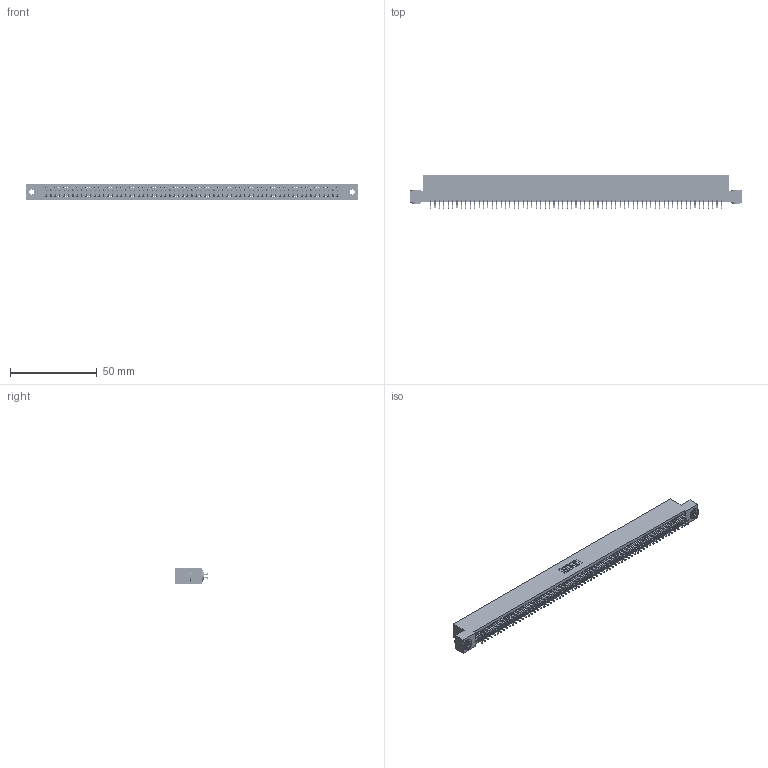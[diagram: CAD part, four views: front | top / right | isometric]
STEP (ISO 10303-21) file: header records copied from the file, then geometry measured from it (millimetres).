
FILE_DESCRIPTION (( 'STEP AP203' ), '1' );
FILE_NAME ('345-134-556-203.STEP', '2019-11-08T03:58:58', ( '' ), ( '' ), 'SwSTEP 2.0', 'SolidWorks 2016', '' );
FILE_SCHEMA (( 'CONFIG_CONTROL_DESIGN' ));
Length unit declared in the file: inch
Products named in the file (4): 345 Part_Flush Mounting Lugs - 0.156 Dia-TH; 345-250-002_345-250-002-102; 345-292-001_556 Tail; 345-134-556-203
Assembly tree (137 placements, depth 2):
  345-134-556-203
    345 Part_Flush Mounting Lugs - 0.156 Dia-TH
    345-292-001_556 Tail  x134
    345-250-002_345-250-002-102  x2
Bounding box: 191.39 x 19.24 x 9.4 mm (x, y, z)
Volume: 18837.9 mm3; surface area: 28417.3 mm2
Topology: 137 solids, 137 shells, 7668 faces, 22795 edges, 15014 vertices
Faces by surface type: plane 5048, cylinder 2612, cone 8
Entity records: 50074 total; most frequent: CARTESIAN_POINT 8359, ORIENTED_EDGE 8274, DIRECTION 7359, EDGE_CURVE 4137, LINE 3705, VECTOR 3705, VERTEX_POINT 2754, AXIS2_PLACEMENT_3D 1827
